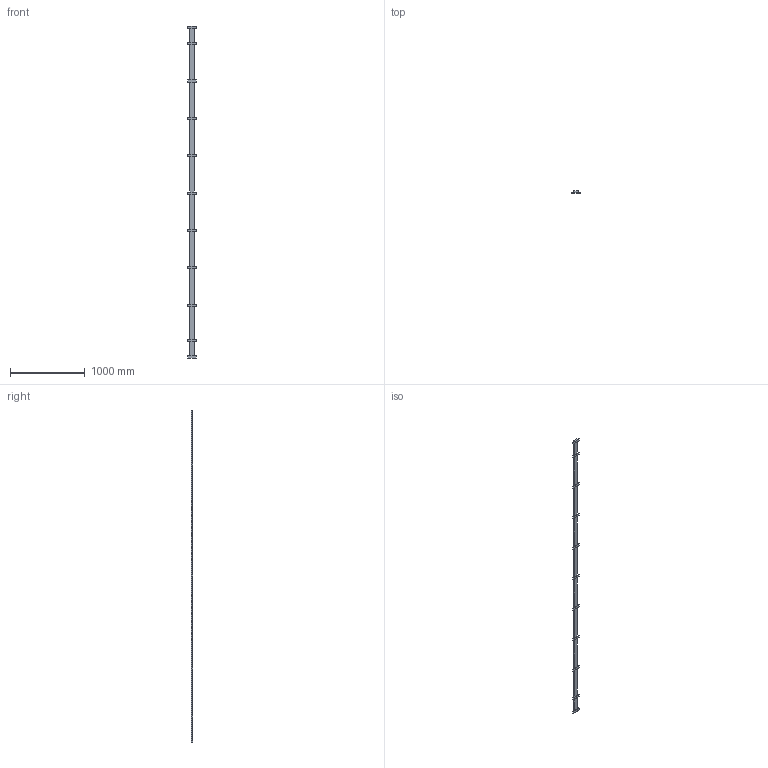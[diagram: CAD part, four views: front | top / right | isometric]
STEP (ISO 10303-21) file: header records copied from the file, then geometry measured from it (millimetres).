
FILE_DESCRIPTION(('STEP AP214'),'1');
FILE_NAME('270_013_000.stp','2021-05-27T06:03:20',('TraceParts'),('TraceParts S.A.'),'Spatial InterOp 3D',' ',' ');
FILE_SCHEMA(('AUTOMOTIVE_DESIGN { 1 0 10303 214 1 1 1 1 }'));
Length unit declared in the file: millimetre
Products named in the file (1): 270_013_000
Bounding box: 115 x 25 x 4444 mm (x, y, z)
Volume: 5522550 mm3; surface area: 765690 mm2
Topology: 1 solids, 1 shells, 90 faces, 224 edges, 136 vertices
Faces by surface type: plane 90
Entity records: 3304 total; most frequent: CARTESIAN_POINT 451, ORIENTED_EDGE 448, DIRECTION 406, EDGE_CURVE 224, LINE 224, VECTOR 224, VERTEX_POINT 136, AXIS2_PLACEMENT_3D 91
